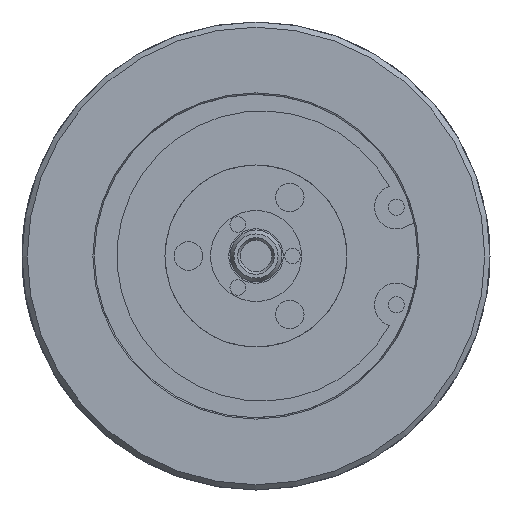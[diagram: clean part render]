
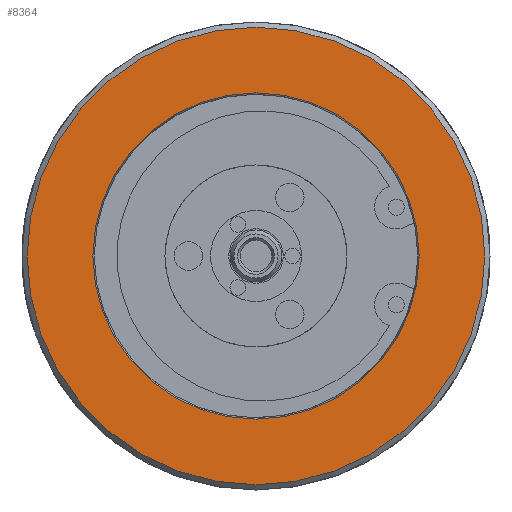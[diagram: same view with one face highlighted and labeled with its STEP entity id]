
A CAD part, left-side view. The second image highlights one B-rep face of the part: STEP entity #8364.
In plain terms, the highlighted planar face has unit normal (-1, 0, 0).
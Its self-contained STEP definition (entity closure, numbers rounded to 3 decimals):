
#464=FACE_BOUND('',#2831,.T.);
#2313=FACE_OUTER_BOUND('',#2830,.T.);
#2830=EDGE_LOOP('',(#7652));
#2831=EDGE_LOOP('',(#7653,#7654));
#3209=CIRCLE('',#8997,44.);
#3213=CIRCLE('',#9003,31.368);
#3214=CIRCLE('',#9004,31.368);
#4064=VERTEX_POINT('',#23301);
#4067=VERTEX_POINT('',#23312);
#4068=VERTEX_POINT('',#23313);
#5277=EDGE_CURVE('',#4064,#4064,#3209,.T.);
#5282=EDGE_CURVE('',#4067,#4068,#3213,.T.);
#5283=EDGE_CURVE('',#4068,#4067,#3214,.T.);
#7652=ORIENTED_EDGE('',*,*,#5277,.F.);
#7653=ORIENTED_EDGE('',*,*,#5282,.T.);
#7654=ORIENTED_EDGE('',*,*,#5283,.T.);
#7919=PLANE('',#9002);
#8364=ADVANCED_FACE('',(#2313,#464),#7919,.T.);
#8997=AXIS2_PLACEMENT_3D('',#23303,#10713,#10714);
#9002=AXIS2_PLACEMENT_3D('',#23311,#10724,#10725);
#9003=AXIS2_PLACEMENT_3D('',#23314,#10726,#10727);
#9004=AXIS2_PLACEMENT_3D('',#23315,#10728,#10729);
#10713=DIRECTION('center_axis',(1.,0.,0.));
#10714=DIRECTION('ref_axis',(0.,-1.,0.));
#10724=DIRECTION('center_axis',(-1.,0.,0.));
#10725=DIRECTION('ref_axis',(0.,0.,1.));
#10726=DIRECTION('center_axis',(1.,0.,0.));
#10727=DIRECTION('ref_axis',(0.,1.,0.));
#10728=DIRECTION('center_axis',(1.,0.,0.));
#10729=DIRECTION('ref_axis',(0.,1.,0.));
#23301=CARTESIAN_POINT('',(0.,44.,0.));
#23303=CARTESIAN_POINT('Origin',(0.,0.,0.));
#23311=CARTESIAN_POINT('Origin',(0.,38.184,
0.));
#23312=CARTESIAN_POINT('',(0.,31.368,0.));
#23313=CARTESIAN_POINT('',(0.,-31.368,0.));
#23314=CARTESIAN_POINT('Origin',(0.,0.,0.));
#23315=CARTESIAN_POINT('Origin',(0.,0.,0.));
